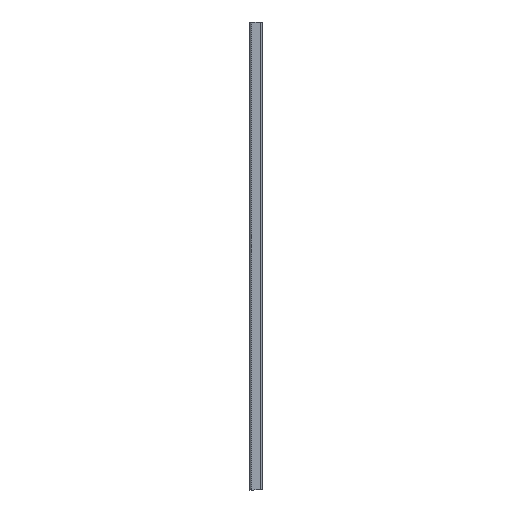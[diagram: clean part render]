
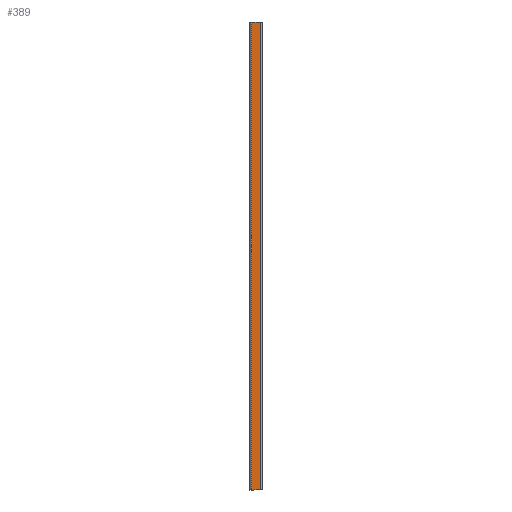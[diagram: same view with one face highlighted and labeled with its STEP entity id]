
A CAD part, left-side view. The second image highlights one B-rep face of the part: STEP entity #389.
In plain terms, the highlighted planar face has unit normal (-1, 0, 0).
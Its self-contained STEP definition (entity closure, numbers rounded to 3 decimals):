
#153 = VERTEX_POINT ( 'NONE', #2984 ) ;
#190 = EDGE_LOOP ( 'NONE', ( #3194, #3265, #3123, #3193 ) ) ;
#294 = VERTEX_POINT ( 'NONE', #2918 ) ;
#389 = ADVANCED_FACE ( 'NONE', ( #678 ), #2728, .F. ) ;
#574 = VERTEX_POINT ( 'NONE', #1610 ) ;
#633 = VERTEX_POINT ( 'NONE', #1824 ) ;
#678 = FACE_OUTER_BOUND ( 'NONE', #190, .T. ) ;
#809 = AXIS2_PLACEMENT_3D ( 'NONE', #2738, #2730, #2729 ) ;
#922 = EDGE_CURVE ( 'NONE', #153, #294, #2098, .T. ) ;
#931 = EDGE_CURVE ( 'NONE', #574, #153, #2024, .T. ) ;
#1222 = DIRECTION ( 'NONE',  ( 0., 1., 0. ) ) ;
#1234 = CARTESIAN_POINT ( 'NONE',  ( -20.5, 21., 400. ) ) ;
#1291 = DIRECTION ( 'NONE',  ( 0., 0., -1. ) ) ;
#1314 = CARTESIAN_POINT ( 'NONE',  ( -20.5, 17.5, 1500. ) ) ;
#1610 = CARTESIAN_POINT ( 'NONE',  ( -20.5, 3.5, 400. ) ) ;
#1824 = CARTESIAN_POINT ( 'NONE',  ( -20.5, 3.5, -400. ) ) ;
#1880 = VECTOR ( 'NONE', #1222, 1000. ) ;
#2024 = LINE ( 'NONE', #1234, #1880 ) ;
#2025 = VECTOR ( 'NONE', #1291, 1000. ) ;
#2098 = LINE ( 'NONE', #1314, #2025 ) ;
#2170 = CARTESIAN_POINT ( 'NONE',  ( -20.5, 21., -400. ) ) ;
#2171 = DIRECTION ( 'NONE',  ( 0., -1., 0. ) ) ;
#2193 = CARTESIAN_POINT ( 'NONE',  ( -20.5, 3.5, 1500. ) ) ;
#2195 = DIRECTION ( 'NONE',  ( 0., 0., -1. ) ) ;
#2251 = VECTOR ( 'NONE', #2171, 1000. ) ;
#2258 = VECTOR ( 'NONE', #2195, 1000. ) ;
#2279 = LINE ( 'NONE', #2193, #2258 ) ;
#2292 = LINE ( 'NONE', #2170, #2251 ) ;
#2728 = PLANE ( 'NONE',  #809 ) ;
#2729 = DIRECTION ( 'NONE',  ( 0., 1., 0. ) ) ;
#2730 = DIRECTION ( 'NONE',  ( 1., 0., 0. ) ) ;
#2738 = CARTESIAN_POINT ( 'NONE',  ( -20.5, 17.5, 1500. ) ) ;
#2918 = CARTESIAN_POINT ( 'NONE',  ( -20.5, 17.5, -400. ) ) ;
#2984 = CARTESIAN_POINT ( 'NONE',  ( -20.5, 17.5, 400. ) ) ;
#3000 = EDGE_CURVE ( 'NONE', #294, #633, #2292, .T. ) ;
#3011 = EDGE_CURVE ( 'NONE', #574, #633, #2279, .T. ) ;
#3123 = ORIENTED_EDGE ( 'NONE', *, *, #3000, .T. ) ;
#3193 = ORIENTED_EDGE ( 'NONE', *, *, #3011, .F. ) ;
#3194 = ORIENTED_EDGE ( 'NONE', *, *, #931, .T. ) ;
#3265 = ORIENTED_EDGE ( 'NONE', *, *, #922, .T. ) ;
